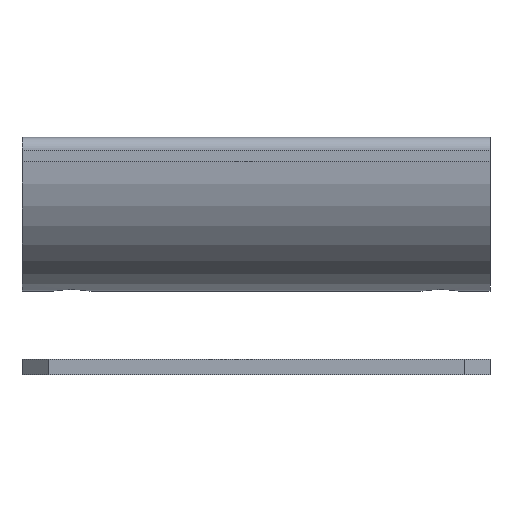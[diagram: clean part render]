
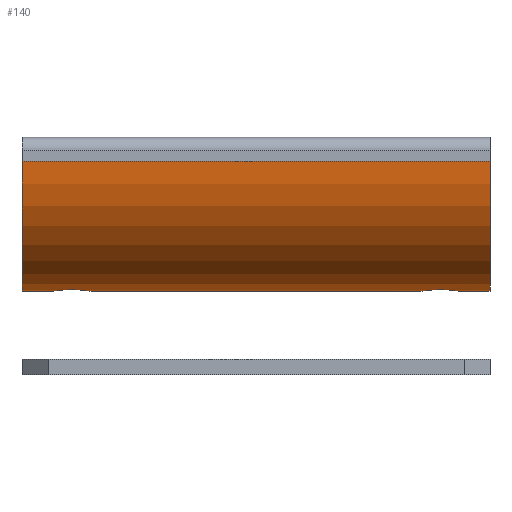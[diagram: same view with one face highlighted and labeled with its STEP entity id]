
A CAD part, left-side view. The second image highlights one B-rep face of the part: STEP entity #140.
In plain terms, the highlighted cylindrical face has radius 25 mm (diameter 50 mm), a partial arc.
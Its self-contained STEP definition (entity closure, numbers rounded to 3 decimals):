
#140=ADVANCED_FACE('',(#682),#684,.T.);
#682=FACE_BOUND('',#683,.T.);
#683=EDGE_LOOP('',(#1136,#1137,#1138,#1139,#1140,#1141,#1142,#1143));
#684=CYLINDRICAL_SURFACE('',#685,25.);
#685=AXIS2_PLACEMENT_3D('',#686,#687,#688);
#686=CARTESIAN_POINT('',(14.437,-47.888,18.951));
#687=DIRECTION('',(-0.,1.,-0.));
#688=DIRECTION('',(0.,0.,-1.));
#1136=ORIENTED_EDGE('',*,*,#1350,.F.);
#1137=ORIENTED_EDGE('',*,*,#1328,.F.);
#1138=ORIENTED_EDGE('',*,*,#1351,.T.);
#1139=ORIENTED_EDGE('',*,*,#1337,.T.);
#1140=ORIENTED_EDGE('',*,*,#1352,.T.);
#1141=ORIENTED_EDGE('',*,*,#1340,.T.);
#1142=ORIENTED_EDGE('',*,*,#1353,.T.);
#1143=ORIENTED_EDGE('',*,*,#1343,.F.);
#1328=EDGE_CURVE('',#1448,#1449,#1450,.T.);
#1337=EDGE_CURVE('',#1462,#1460,#1463,.T.);
#1340=EDGE_CURVE('',#1467,#1465,#1468,.T.);
#1343=EDGE_CURVE('',#1470,#1472,#1473,.T.);
#1350=EDGE_CURVE('',#1449,#1470,#1483,.T.);
#1351=EDGE_CURVE('',#1448,#1462,#1484,.T.);
#1352=EDGE_CURVE('',#1460,#1467,#1485,.T.);
#1353=EDGE_CURVE('',#1465,#1472,#1486,.T.);
#1448=VERTEX_POINT('',#1694);
#1449=VERTEX_POINT('',#1695);
#1450=CIRCLE('',#1696,25.);
#1460=VERTEX_POINT('',#1777);
#1462=VERTEX_POINT('',#1781);
#1463=B_SPLINE_CURVE_WITH_KNOTS('',3,
(#1782,#1783,#1784,#1785,#1786,#1787,#1788,#1789,#1790,#1791,#1792,#1793,#1794,#1795,
#1796,#1797,#1798,#1799,#1800,#1801,#1802,#1803,#1804,#1805,#1806,#1807,#1808,#1809,
#1810),
.UNSPECIFIED.,.F.,.F.,
(4,1,1,1,1,1,1,1,1,1,1,1,1,1,1,1,1,1,1,1,1,1,1,1,1,1,4),
(0.,0.047,0.087,0.124,0.161,0.2,
0.239,0.278,0.317,0.355,0.394,
0.433,0.471,0.509,0.547,0.586,
0.624,0.663,0.701,0.74,0.779,
0.818,0.857,0.895,0.933,0.968,
1.),
.UNSPECIFIED.);
#1465=VERTEX_POINT('',#1814);
#1467=VERTEX_POINT('',#1818);
#1468=B_SPLINE_CURVE_WITH_KNOTS('',3,
(#1819,#1820,#1821,#1822,#1823,#1824,#1825,#1826,#1827,#1828,#1829,#1830,#1831,#1832,
#1833,#1834,#1835,#1836,#1837,#1838,#1839,#1840,#1841,#1842,#1843,#1844,#1845,#1846,
#1847),
.UNSPECIFIED.,.F.,.F.,
(4,1,1,1,1,1,1,1,1,1,1,1,1,1,1,1,1,1,1,1,1,1,1,1,1,1,4),
(0.,0.047,0.087,0.124,0.161,0.2,
0.239,0.278,0.317,0.355,0.394,
0.433,0.471,0.509,0.547,0.586,
0.624,0.663,0.701,0.74,0.779,
0.818,0.857,0.895,0.933,0.968,
1.),
.UNSPECIFIED.);
#1470=VERTEX_POINT('',#1851);
#1472=VERTEX_POINT('',#1855);
#1473=CIRCLE('',#1856,25.);
#1483=LINE('',#1881,#1882);
#1484=LINE('',#1884,#1885);
#1485=LINE('',#1887,#1888);
#1486=LINE('',#1890,#1891);
#1694=CARTESIAN_POINT('',(14.437,36.612,-6.049));
#1695=CARTESIAN_POINT('',(-10.563,36.612,18.951));
#1696=AXIS2_PLACEMENT_3D('',#1697,#1698,#1699);
#1697=CARTESIAN_POINT('',(14.437,36.612,18.951));
#1698=DIRECTION('',(0.,1.,0.));
#1699=DIRECTION('',(0.,0.,-1.));
#1777=CARTESIAN_POINT('',(14.437,23.112,-6.049));
#1781=CARTESIAN_POINT('',(14.437,31.112,-6.049));
#1782=CARTESIAN_POINT('',(14.437,31.112,-6.049));
#1783=CARTESIAN_POINT('',(14.235,31.112,-6.049));
#1784=CARTESIAN_POINT('',(13.856,31.085,-6.044));
#1785=CARTESIAN_POINT('',(13.33,30.977,-6.026));
#1786=CARTESIAN_POINT('',(12.859,30.821,-6.));
#1787=CARTESIAN_POINT('',(12.417,30.616,-5.968));
#1788=CARTESIAN_POINT('',(11.996,30.356,-5.931));
#1789=CARTESIAN_POINT('',(11.606,30.045,-5.889));
#1790=CARTESIAN_POINT('',(11.26,29.691,-5.847));
#1791=CARTESIAN_POINT('',(10.96,29.297,-5.806));
#1792=CARTESIAN_POINT('',(10.713,28.872,-5.77));
#1793=CARTESIAN_POINT('',(10.522,28.422,-5.741));
#1794=CARTESIAN_POINT('',(10.388,27.956,-5.719));
#1795=CARTESIAN_POINT('',(10.314,27.478,-5.707));
#1796=CARTESIAN_POINT('',(10.298,26.997,-5.704));
#1797=CARTESIAN_POINT('',(10.342,26.518,-5.711));
#1798=CARTESIAN_POINT('',(10.444,26.046,-5.728));
#1799=CARTESIAN_POINT('',(10.605,25.588,-5.754));
#1800=CARTESIAN_POINT('',(10.821,25.151,-5.786));
#1801=CARTESIAN_POINT('',(11.093,24.74,-5.825));
#1802=CARTESIAN_POINT('',(11.415,24.364,-5.866));
#1803=CARTESIAN_POINT('',(11.782,24.029,-5.909));
#1804=CARTESIAN_POINT('',(12.188,23.74,-5.949));
#1805=CARTESIAN_POINT('',(12.627,23.502,-5.985));
#1806=CARTESIAN_POINT('',(13.087,23.32,-6.014));
#1807=CARTESIAN_POINT('',(13.552,23.195,-6.035));
#1808=CARTESIAN_POINT('',(14.003,23.126,-6.046));
#1809=CARTESIAN_POINT('',(14.296,23.112,-6.049));
#1810=CARTESIAN_POINT('',(14.437,23.112,-6.049));
#1814=CARTESIAN_POINT('',(14.437,-47.888,-6.049));
#1818=CARTESIAN_POINT('',(14.437,-39.888,-6.049));
#1819=CARTESIAN_POINT('',(14.437,-39.888,-6.049));
#1820=CARTESIAN_POINT('',(14.235,-39.888,-6.049));
#1821=CARTESIAN_POINT('',(13.856,-39.915,-6.044));
#1822=CARTESIAN_POINT('',(13.33,-40.023,-6.026));
#1823=CARTESIAN_POINT('',(12.859,-40.179,-6.));
#1824=CARTESIAN_POINT('',(12.417,-40.384,-5.968));
#1825=CARTESIAN_POINT('',(11.996,-40.644,-5.931));
#1826=CARTESIAN_POINT('',(11.606,-40.955,-5.889));
#1827=CARTESIAN_POINT('',(11.26,-41.309,-5.847));
#1828=CARTESIAN_POINT('',(10.96,-41.703,-5.806));
#1829=CARTESIAN_POINT('',(10.713,-42.128,-5.77));
#1830=CARTESIAN_POINT('',(10.522,-42.578,-5.741));
#1831=CARTESIAN_POINT('',(10.388,-43.044,-5.719));
#1832=CARTESIAN_POINT('',(10.314,-43.522,-5.707));
#1833=CARTESIAN_POINT('',(10.298,-44.003,-5.704));
#1834=CARTESIAN_POINT('',(10.342,-44.482,-5.711));
#1835=CARTESIAN_POINT('',(10.444,-44.954,-5.728));
#1836=CARTESIAN_POINT('',(10.605,-45.412,-5.754));
#1837=CARTESIAN_POINT('',(10.821,-45.849,-5.786));
#1838=CARTESIAN_POINT('',(11.093,-46.26,-5.825));
#1839=CARTESIAN_POINT('',(11.415,-46.636,-5.866));
#1840=CARTESIAN_POINT('',(11.782,-46.971,-5.909));
#1841=CARTESIAN_POINT('',(12.188,-47.26,-5.949));
#1842=CARTESIAN_POINT('',(12.627,-47.498,-5.985));
#1843=CARTESIAN_POINT('',(13.087,-47.68,-6.014));
#1844=CARTESIAN_POINT('',(13.552,-47.805,-6.035));
#1845=CARTESIAN_POINT('',(14.003,-47.874,-6.046));
#1846=CARTESIAN_POINT('',(14.296,-47.888,-6.049));
#1847=CARTESIAN_POINT('',(14.437,-47.888,-6.049));
#1851=CARTESIAN_POINT('',(-10.563,-53.388,18.951));
#1855=CARTESIAN_POINT('',(14.437,-53.388,-6.049));
#1856=AXIS2_PLACEMENT_3D('',#1857,#1858,#1859);
#1857=CARTESIAN_POINT('',(14.437,-53.388,18.951));
#1858=DIRECTION('',(-0.,-1.,-0.));
#1859=DIRECTION('',(-1.,0.,0.));
#1881=CARTESIAN_POINT('',(-10.563,36.612,18.951));
#1882=VECTOR('',#1883,1.);
#1883=DIRECTION('',(0.,-1.,0.));
#1884=CARTESIAN_POINT('',(14.437,36.612,-6.049));
#1885=VECTOR('',#1886,1.);
#1886=DIRECTION('',(0.,-1.,0.));
#1887=CARTESIAN_POINT('',(14.437,23.112,-6.049));
#1888=VECTOR('',#1889,1.);
#1889=DIRECTION('',(0.,-1.,0.));
#1890=CARTESIAN_POINT('',(14.437,-47.888,-6.049));
#1891=VECTOR('',#1892,1.);
#1892=DIRECTION('',(0.,-1.,0.));
